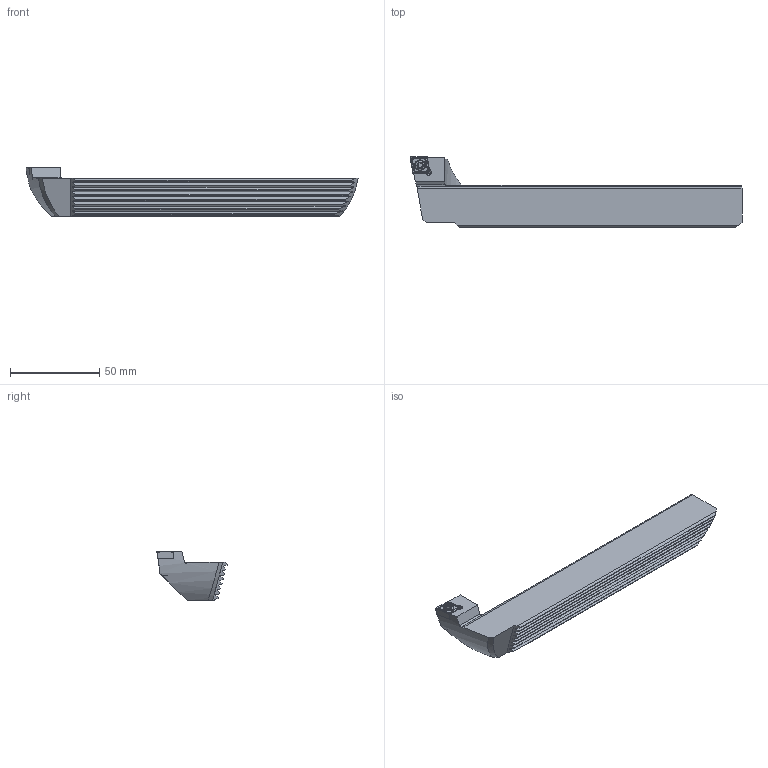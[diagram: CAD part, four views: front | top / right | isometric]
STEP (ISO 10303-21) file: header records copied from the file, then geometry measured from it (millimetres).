
FILE_DESCRIPTION (( 'STEP AP203' ), '1' );
FILE_NAME ('F00.WCB.188.001.STEP', '2018-03-06T08:22:03', ( 'SWIAdmin' ), ( 'Hewlett-Packard Company' ), 'SwSTEP 2.0', 'SolidWorks 2017', '' );
FILE_SCHEMA (( 'CONFIG_CONTROL_DESIGN' ));
Length unit declared in the file: millimetre
Products named in the file (4): F00-WCB.188.001_C; WCB-ER2.001.009_A; CCMT09T304; F00.WCB.188.001
Assembly tree (3 placements, depth 2):
  F00.WCB.188.001
    F00-WCB.188.001_C
    WCB-ER2.001.009_A
    CCMT09T304
Bounding box: 185.57 x 39.4 x 27.35 mm (x, y, z)
Volume: 77330.9 mm3; surface area: 18926 mm2
Topology: 3 solids, 3 shells, 694 faces, 1766 edges, 1156 vertices
Faces by surface type: plane 422, bspline 193, cylinder 39, cone 30, torus 8, sphere 2
Entity records: 31712 total; most frequent: CARTESIAN_POINT 16064, ORIENTED_EDGE 3508, DIRECTION 2371, EDGE_CURVE 1754, VECTOR 1183, LINE 1183, VERTEX_POINT 1156, EDGE_LOOP 786
